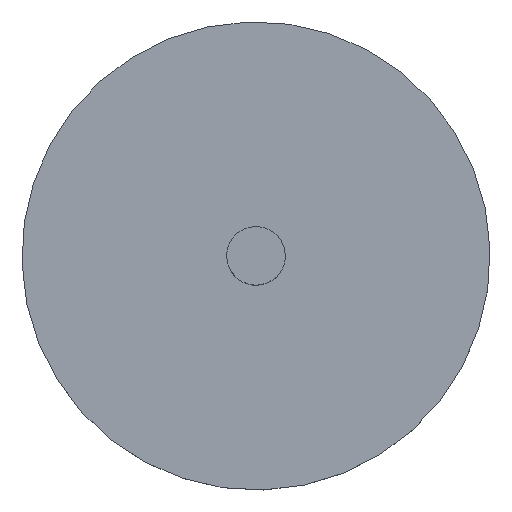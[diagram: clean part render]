
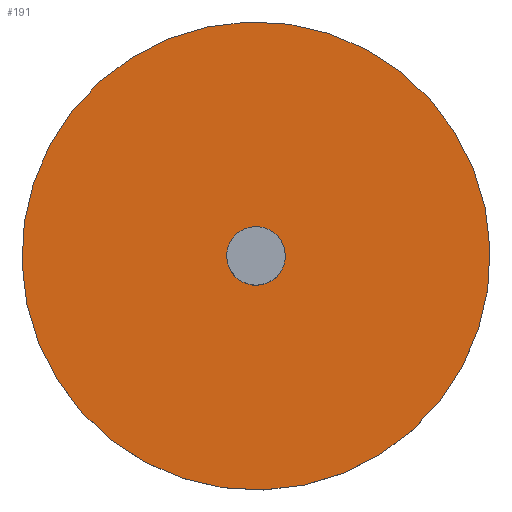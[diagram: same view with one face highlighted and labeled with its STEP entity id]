
A CAD part, top view. The second image highlights one B-rep face of the part: STEP entity #191.
In plain terms, the highlighted planar face has unit normal (0, 0, 1).
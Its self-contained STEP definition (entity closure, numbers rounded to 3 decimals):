
#38=AXIS2_PLACEMENT_3D('Circle Axis2P3D',#36,#37,$) ;
#81=AXIS2_PLACEMENT_3D('Circle Axis2P3D',#79,#80,$) ;
#143=AXIS2_PLACEMENT_3D('Circle Axis2P3D',#141,#142,$) ;
#156=AXIS2_PLACEMENT_3D('Circle Axis2P3D',#154,#155,$) ;
#181=AXIS2_PLACEMENT_3D('Plane Axis2P3D',#178,#179,#180) ;
#36=CARTESIAN_POINT('Axis2P3D Location',(32.,32.,4.)) ;
#40=CARTESIAN_POINT('Vertex',(15.084,59.163,4.)) ;
#42=CARTESIAN_POINT('Vertex',(48.916,4.837,4.)) ;
#79=CARTESIAN_POINT('Axis2P3D Location',(32.,32.,4.)) ;
#131=CARTESIAN_POINT('Vertex',(35.994,32.228,4.)) ;
#138=CARTESIAN_POINT('Vertex',(28.006,31.772,4.)) ;
#141=CARTESIAN_POINT('Axis2P3D Location',(32.,32.,4.)) ;
#154=CARTESIAN_POINT('Axis2P3D Location',(32.,32.,4.)) ;
#178=CARTESIAN_POINT('Axis2P3D Location',(33.823,0.052,4.)) ;
#37=DIRECTION('Axis2P3D Direction',(0.,0.,1.)) ;
#80=DIRECTION('Axis2P3D Direction',(0.,0.,1.)) ;
#142=DIRECTION('Axis2P3D Direction',(0.,0.,1.)) ;
#155=DIRECTION('Axis2P3D Direction',(0.,0.,1.)) ;
#179=DIRECTION('Axis2P3D Direction',(0.,0.,1.)) ;
#180=DIRECTION('Axis2P3D XDirection',(0.998,0.057,0.)) ;
#184=ORIENTED_EDGE('',*,*,#44,.T.) ;
#185=ORIENTED_EDGE('',*,*,#83,.T.) ;
#188=ORIENTED_EDGE('',*,*,#145,.F.) ;
#189=ORIENTED_EDGE('',*,*,#158,.F.) ;
#190=FACE_BOUND('',#187,.T.) ;
#191=ADVANCED_FACE('ADAPTER',(#186,#190),#182,.T.) ;
#39=CIRCLE('generated circle',#38,32.) ;
#82=CIRCLE('generated circle',#81,32.) ;
#144=CIRCLE('generated circle',#143,4.) ;
#157=CIRCLE('generated circle',#156,4.) ;
#44=EDGE_CURVE('',#41,#43,#39,.T.) ;
#83=EDGE_CURVE('',#43,#41,#82,.T.) ;
#145=EDGE_CURVE('',#139,#132,#144,.T.) ;
#158=EDGE_CURVE('',#132,#139,#157,.T.) ;
#183=EDGE_LOOP('',(#184,#185)) ;
#187=EDGE_LOOP('',(#188,#189)) ;
#186=FACE_OUTER_BOUND('',#183,.T.) ;
#182=PLANE('',#181) ;
#41=VERTEX_POINT('',#40) ;
#43=VERTEX_POINT('',#42) ;
#132=VERTEX_POINT('',#131) ;
#139=VERTEX_POINT('',#138) ;
